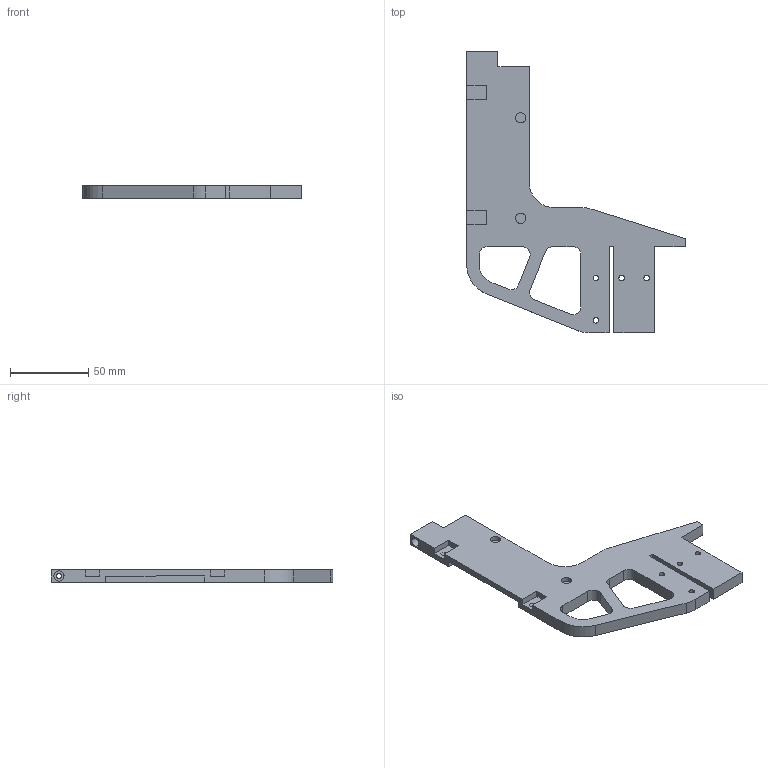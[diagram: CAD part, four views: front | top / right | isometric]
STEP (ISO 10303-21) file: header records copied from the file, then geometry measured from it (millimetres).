
FILE_DESCRIPTION (( 'STEP AP203' ), '1' );
FILE_NAME ('lower front-left front lower.STEP', '2018-03-15T20:19:04', ( '' ), ( '' ), 'SwSTEP 2.0', 'SolidWorks 2017', '' );
FILE_SCHEMA (( 'CONFIG_CONTROL_DESIGN' ));
Length unit declared in the file: millimetre
Products named in the file (1): lower front-left front lower
Bounding box: 139.71 x 180 x 8 mm (x, y, z)
Volume: 76073.8 mm3; surface area: 29119.8 mm2
Topology: 1 solids, 1 shells, 88 faces, 231 edges, 154 vertices
Faces by surface type: plane 47, cylinder 41
Entity records: 2842 total; most frequent: DIRECTION 491, CARTESIAN_POINT 474, ORIENTED_EDGE 462, EDGE_CURVE 231, AXIS2_PLACEMENT_3D 171, VERTEX_POINT 154, VECTOR 149, LINE 149
